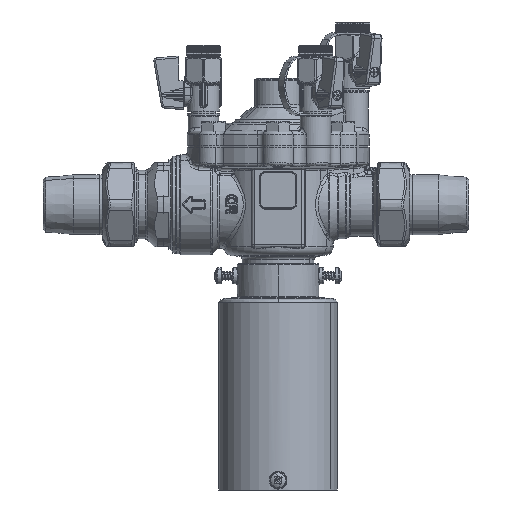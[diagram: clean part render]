
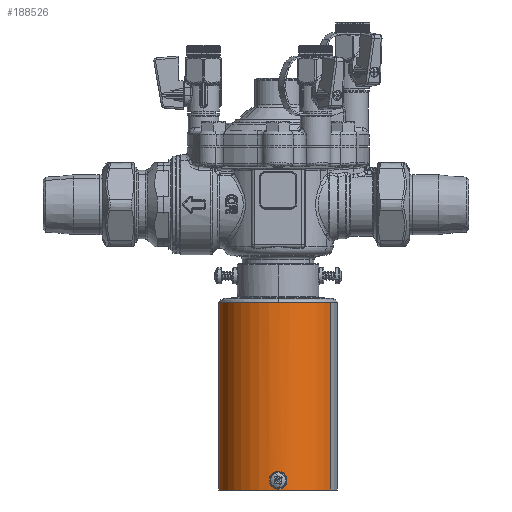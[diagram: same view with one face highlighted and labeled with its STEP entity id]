
A CAD part, left-side view. The second image highlights one B-rep face of the part: STEP entity #188526.
In plain terms, the highlighted cylindrical face has radius 33.1 mm (diameter 66.2 mm), a partial arc.
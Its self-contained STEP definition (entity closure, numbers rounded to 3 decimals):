
#40=CARTESIAN_POINT('Vertex',(15.869,29.048,-54.887)) ;
#45=CARTESIAN_POINT('Axis2P3D Location',(0.,0.,-54.887)) ;
#49=CARTESIAN_POINT('Vertex',(-15.869,-29.048,-54.887)) ;
#3815=CARTESIAN_POINT('Control Point',(-32.731,4.926,-153.814)) ;
#3816=CARTESIAN_POINT('Control Point',(-32.731,4.926,-154.229)) ;
#3817=CARTESIAN_POINT('Control Point',(-32.738,4.883,-154.645)) ;
#3818=CARTESIAN_POINT('Control Point',(-32.751,4.798,-155.054)) ;
#3819=CARTESIAN_POINT('Control Point',(-32.797,4.481,-156.053)) ;
#3820=CARTESIAN_POINT('Control Point',(-32.87,3.918,-156.942)) ;
#3821=CARTESIAN_POINT('Control Point',(-32.92,3.498,-157.418)) ;
#3822=CARTESIAN_POINT('Control Point',(-32.999,2.687,-158.088)) ;
#3823=CARTESIAN_POINT('Control Point',(-33.058,1.737,-158.521)) ;
#3824=CARTESIAN_POINT('Control Point',(-33.077,1.341,-158.652)) ;
#3825=CARTESIAN_POINT('Control Point',(-33.102,0.531,-158.829)) ;
#3826=CARTESIAN_POINT('Control Point',(-33.103,-0.299,-158.831)) ;
#3827=CARTESIAN_POINT('Control Point',(-33.096,-0.71,-158.788)) ;
#3828=CARTESIAN_POINT('Control Point',(-33.065,-1.722,-158.572)) ;
#3829=CARTESIAN_POINT('Control Point',(-33.001,-2.65,-158.098)) ;
#3830=CARTESIAN_POINT('Control Point',(-32.954,-3.159,-157.727)) ;
#3831=CARTESIAN_POINT('Control Point',(-32.873,-3.898,-156.983)) ;
#3832=CARTESIAN_POINT('Control Point',(-32.804,-4.421,-156.078)) ;
#3833=CARTESIAN_POINT('Control Point',(-32.78,-4.592,-155.693)) ;
#3834=CARTESIAN_POINT('Control Point',(-32.752,-4.79,-155.087)) ;
#3835=CARTESIAN_POINT('Control Point',(-32.737,-4.891,-154.46)) ;
#3836=CARTESIAN_POINT('Control Point',(-32.733,-4.914,-154.245)) ;
#3837=CARTESIAN_POINT('Control Point',(-32.731,-4.926,-154.029)) ;
#3838=CARTESIAN_POINT('Control Point',(-32.731,-4.926,-153.814)) ;
#3839=CARTESIAN_POINT('Vertex',(-32.731,4.926,-153.814)) ;
#3841=CARTESIAN_POINT('Vertex',(-32.731,-4.926,-153.814)) ;
#3970=CARTESIAN_POINT('Control Point',(-32.731,4.926,-153.814)) ;
#3971=CARTESIAN_POINT('Control Point',(-32.731,4.926,-153.494)) ;
#3972=CARTESIAN_POINT('Control Point',(-32.735,4.9,-153.174)) ;
#3973=CARTESIAN_POINT('Control Point',(-32.743,4.85,-152.857)) ;
#3974=CARTESIAN_POINT('Control Point',(-32.776,4.628,-151.934)) ;
#3975=CARTESIAN_POINT('Control Point',(-32.835,4.195,-151.081)) ;
#3976=CARTESIAN_POINT('Control Point',(-32.883,3.823,-150.566)) ;
#3977=CARTESIAN_POINT('Control Point',(-32.963,3.083,-149.825)) ;
#3978=CARTESIAN_POINT('Control Point',(-33.031,2.184,-149.303)) ;
#3979=CARTESIAN_POINT('Control Point',(-33.054,1.806,-149.134)) ;
#3980=CARTESIAN_POINT('Control Point',(-33.09,1.024,-148.879)) ;
#3981=CARTESIAN_POINT('Control Point',(-33.103,0.205,-148.792)) ;
#3982=CARTESIAN_POINT('Control Point',(-33.103,-0.205,-148.792)) ;
#3983=CARTESIAN_POINT('Control Point',(-33.09,-1.024,-148.879)) ;
#3984=CARTESIAN_POINT('Control Point',(-33.054,-1.806,-149.134)) ;
#3985=CARTESIAN_POINT('Control Point',(-33.031,-2.184,-149.303)) ;
#3986=CARTESIAN_POINT('Control Point',(-32.963,-3.083,-149.825)) ;
#3987=CARTESIAN_POINT('Control Point',(-32.883,-3.823,-150.566)) ;
#3988=CARTESIAN_POINT('Control Point',(-32.835,-4.195,-151.081)) ;
#3989=CARTESIAN_POINT('Control Point',(-32.776,-4.628,-151.934)) ;
#3990=CARTESIAN_POINT('Control Point',(-32.743,-4.85,-152.857)) ;
#3991=CARTESIAN_POINT('Control Point',(-32.735,-4.9,-153.174)) ;
#3992=CARTESIAN_POINT('Control Point',(-32.731,-4.926,-153.494)) ;
#3993=CARTESIAN_POINT('Control Point',(-32.731,-4.926,-153.814)) ;
#7303=CARTESIAN_POINT('Axis2P3D Location',(0.,0.,-96.157)) ;
#188484=CARTESIAN_POINT('Vertex',(-15.869,-29.048,-159.314)) ;
#188486=CARTESIAN_POINT('Vertex',(15.869,29.048,-159.314)) ;
#188489=CARTESIAN_POINT('Line Origine',(15.869,29.048,-107.1)) ;
#188494=CARTESIAN_POINT('Line Origine',(-15.869,-29.048,-107.1)) ;
#188511=CARTESIAN_POINT('Axis2P3D Location',(0.,0.,-159.314)) ;
#188491=VECTOR('Line Direction',#188490,1.) ;
#188496=VECTOR('Line Direction',#188495,1.) ;
#46=DIRECTION('Axis2P3D Direction',(0.,0.,-1.)) ;
#7304=DIRECTION('Axis2P3D Direction',(0.,0.,-1.)) ;
#7305=DIRECTION('Axis2P3D XDirection',(0.479,0.878,0.)) ;
#188490=DIRECTION('Vector Direction',(0.,0.,-1.)) ;
#188495=DIRECTION('Vector Direction',(0.,0.,-1.)) ;
#188512=DIRECTION('Axis2P3D Direction',(0.,0.,-1.)) ;
#47=AXIS2_PLACEMENT_3D('Circle Axis2P3D',#45,#46,$) ;
#7306=AXIS2_PLACEMENT_3D('Cylinder Axis2P3D',#7303,#7304,#7305) ;
#188513=AXIS2_PLACEMENT_3D('Circle Axis2P3D',#188511,#188512,$) ;
#188492=LINE('Line',#188489,#188491) ;
#188497=LINE('Line',#188494,#188496) ;
#48=CIRCLE('generated circle',#47,33.1) ;
#188514=CIRCLE('generated circle',#188513,33.1) ;
#7307=CYLINDRICAL_SURFACE('generated cylinder',#7306,33.1) ;
#188525=FACE_BOUND('',#188522,.T.) ;
#51=EDGE_CURVE('',#50,#41,#48,.T.) ;
#3843=EDGE_CURVE('',#3840,#3842,#3814,.T.) ;
#3994=EDGE_CURVE('',#3842,#3840,#3969,.F.) ;
#188493=EDGE_CURVE('',#188487,#41,#188492,.F.) ;
#188498=EDGE_CURVE('',#188485,#50,#188497,.F.) ;
#188515=EDGE_CURVE('',#188485,#188487,#188514,.T.) ;
#188517=ORIENTED_EDGE('',*,*,#188515,.F.) ;
#188518=ORIENTED_EDGE('',*,*,#188498,.T.) ;
#188519=ORIENTED_EDGE('',*,*,#51,.T.) ;
#188520=ORIENTED_EDGE('',*,*,#188493,.F.) ;
#188523=ORIENTED_EDGE('',*,*,#3843,.F.) ;
#188524=ORIENTED_EDGE('',*,*,#3994,.F.) ;
#188516=EDGE_LOOP('',(#188517,#188518,#188519,#188520)) ;
#188522=EDGE_LOOP('',(#188523,#188524)) ;
#41=VERTEX_POINT('',#40) ;
#50=VERTEX_POINT('',#49) ;
#3840=VERTEX_POINT('',#3839) ;
#3842=VERTEX_POINT('',#3841) ;
#188485=VERTEX_POINT('',#188484) ;
#188487=VERTEX_POINT('',#188486) ;
#188526=ADVANCED_FACE('PartBody',(#188521,#188525),#7307,.T.) ;
#3814=B_SPLINE_CURVE_WITH_KNOTS('',5,(#3815,#3816,#3817,#3818,#3819,#3820,#3821,#3822,#3823,#3824,#3825,#3826,#3827,#3828,#3829,#3830,#3831,#3832,#3833,#3834,#3835,#3836,#3837,#3838),.UNSPECIFIED.,.F.,.U.,(6,3,3,3,3,3,3,6),(0.,2.796,7.024,9.831,12.61,16.806,19.629,21.079),.UNSPECIFIED.) ;
#3969=B_SPLINE_CURVE_WITH_KNOTS('',5,(#3970,#3971,#3972,#3973,#3974,#3975,#3976,#3977,#3978,#3979,#3980,#3981,#3982,#3983,#3984,#3985,#3986,#3987,#3988,#3989,#3990,#3991,#3992,#3993),.UNSPECIFIED.,.F.,.U.,(6,3,3,3,3,3,3,6),(0.,2.151,6.376,9.158,11.92,14.703,18.928,21.079),.UNSPECIFIED.) ;
#188521=FACE_OUTER_BOUND('',#188516,.T.) ;
